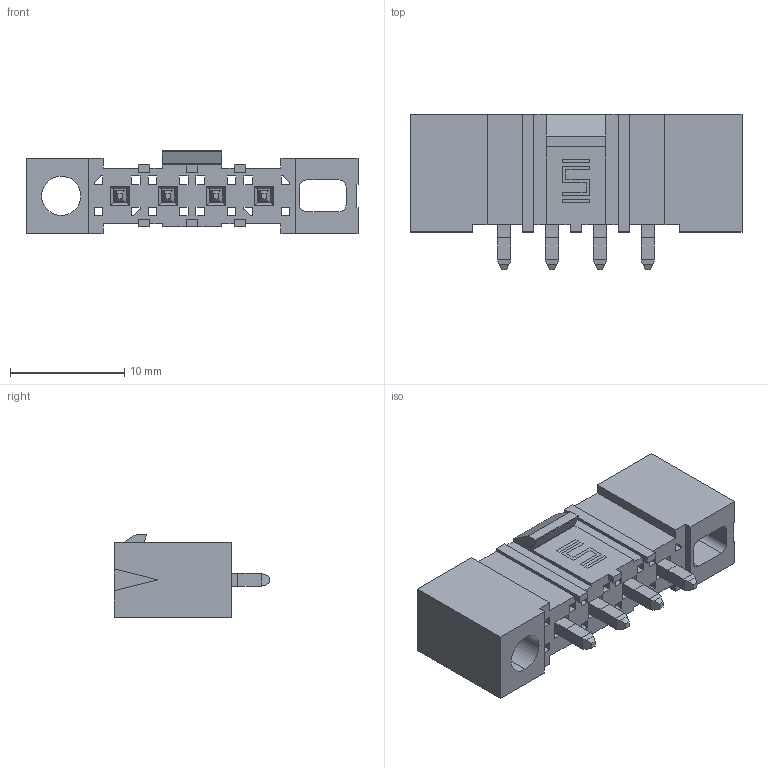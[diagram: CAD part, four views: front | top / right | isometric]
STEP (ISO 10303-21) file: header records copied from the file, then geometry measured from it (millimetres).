
FILE_DESCRIPTION (( 'STEP AP203' ), '1' );
FILE_NAME ('IPBT-104-H1-X-S-GP.step', '2007-05-25T19:29:39', ( ' ' ), ( ' ' ), 'SwSTEP 2.0', 'SolidWorks 2007', '' );
FILE_SCHEMA (( 'CONFIG_CONTROL_DESIGN' ));
Length unit declared in the file: inch
Products named in the file (3): IPBT-104-H1-X-S-GP; IPBT-XX-S-XX_Guide Post (8 pos); T-1S55-X_-01 straight
Assembly tree (5 placements, depth 2):
  IPBT-104-H1-X-S-GP
    T-1S55-X_-01 straight  x4
    IPBT-XX-S-XX_Guide Post (8 pos)
Bounding box: 29.02 x 13.59 x 7.26 mm (x, y, z)
Volume: 1094.9 mm3; surface area: 2236.7 mm2
Topology: 5 solids, 5 shells, 403 faces, 1062 edges, 659 vertices
Faces by surface type: plane 380, cylinder 17, cone 6
Entity records: 10308 total; most frequent: CARTESIAN_POINT 1742, ORIENTED_EDGE 1740, DIRECTION 1581, EDGE_CURVE 870, VECTOR 825, LINE 825, VERTEX_POINT 539, AXIS2_PLACEMENT_3D 378
